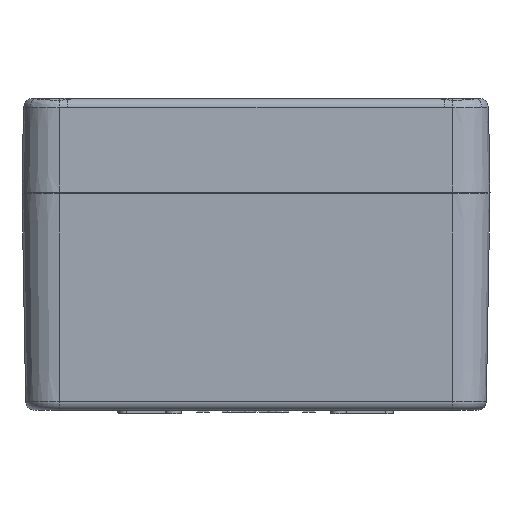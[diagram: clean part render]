
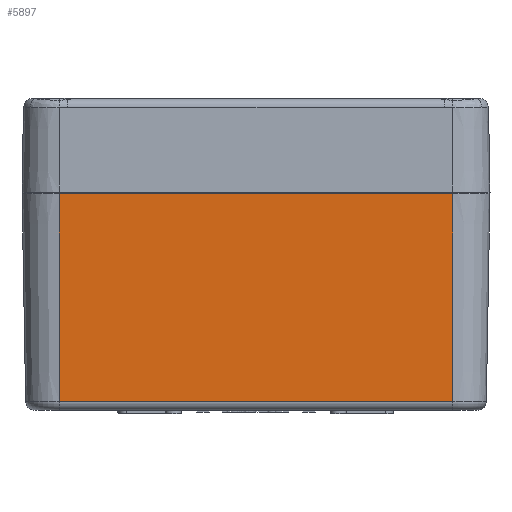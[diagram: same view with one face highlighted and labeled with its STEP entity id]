
A CAD part, left-side view. The second image highlights one B-rep face of the part: STEP entity #5897.
In plain terms, the highlighted planar face has unit normal (-1, 0, -0.018).
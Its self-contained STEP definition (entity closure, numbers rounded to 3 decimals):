
#5778=CARTESIAN_POINT('',(-114.995,-31.5,-0.305));
#5779=VERTEX_POINT('',#5778);
#5804=CARTESIAN_POINT('',(-114.995,31.5,-0.305));
#5805=VERTEX_POINT('',#5804);
#5813=CARTESIAN_POINT('',(-114.995,31.5,-0.305));
#5814=DIRECTION('',(0.0,-1.0,0.0));
#5815=VECTOR('',#5814,63.);
#5816=LINE('',#5813,#5815);
#5817=EDGE_CURVE('',#5805,#5779,#5816,.T.);
#5848=CARTESIAN_POINT('',(-114.415,-31.5,-33.526));
#5849=VERTEX_POINT('',#5848);
#5850=CARTESIAN_POINT('',(-114.995,-31.5,-0.305));
#5851=DIRECTION('',(0.017,0.0,-1.));
#5852=VECTOR('',#5851,33.226);
#5853=LINE('',#5850,#5852);
#5854=EDGE_CURVE('',#5779,#5849,#5853,.T.);
#5874=CARTESIAN_POINT('',(-115.,31.5,0.0));
#5875=DIRECTION('',(-1.,0.0,-0.017));
#5876=DIRECTION('',(0.0,1.0,0.0));
#5877=AXIS2_PLACEMENT_3D('',#5874,#5875,#5876);
#5878=PLANE('',#5877);
#5879=ORIENTED_EDGE('',*,*,#5817,.F.);
#5880=CARTESIAN_POINT('',(-114.415,31.5,-33.526));
#5881=VERTEX_POINT('',#5880);
#5882=CARTESIAN_POINT('',(-114.995,31.5,-0.305));
#5883=DIRECTION('',(0.017,0.0,-1.));
#5884=VECTOR('',#5883,33.226);
#5885=LINE('',#5882,#5884);
#5886=EDGE_CURVE('',#5805,#5881,#5885,.T.);
#5887=ORIENTED_EDGE('',*,*,#5886,.T.);
#5888=CARTESIAN_POINT('',(-114.415,-31.5,-33.526));
#5889=DIRECTION('',(0.0,1.0,0.0));
#5890=VECTOR('',#5889,63.);
#5891=LINE('',#5888,#5890);
#5892=EDGE_CURVE('',#5849,#5881,#5891,.T.);
#5893=ORIENTED_EDGE('',*,*,#5892,.F.);
#5894=ORIENTED_EDGE('',*,*,#5854,.F.);
#5895=EDGE_LOOP('',(#5879,#5887,#5893,#5894));
#5896=FACE_OUTER_BOUND('',#5895,.T.);
#5897=ADVANCED_FACE('',(#5896),#5878,.T.);
